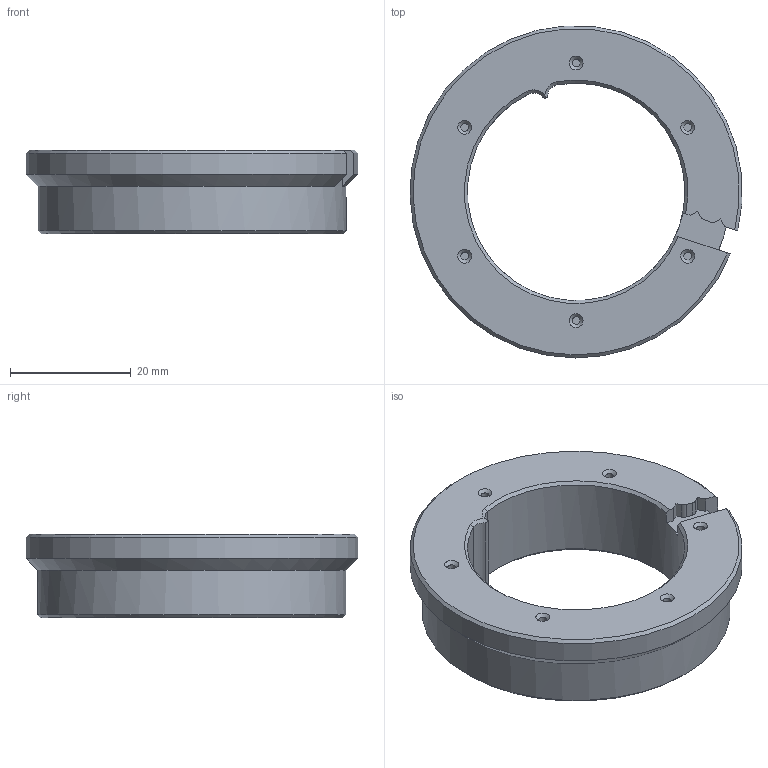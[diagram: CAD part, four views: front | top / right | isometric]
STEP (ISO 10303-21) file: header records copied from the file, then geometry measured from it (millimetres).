
FILE_DESCRIPTION(/* description */ (''),/* implementation_level */ '2;1');
FILE_NAME(/* name */ 'dumbBody_DKL_PENF',/* time_stamp */ '2023-12-11T09:42:24-05:00',/* author */ ('George Moua'),/* organization */ ('Archive 663'),/* preprocessor_version */ 'ST-DEVELOPER v16.7',/* originating_system */ 'Solid Edge',/* authorisation */ 'Unknown');
FILE_SCHEMA (('AUTOMOTIVE_DESIGN {1 0 10303 214 3 1 1}'));
Length unit declared in the file: millimetre
Products named in the file (1): dumbBody_DKL_PENF
Bounding box: 54.93 x 54.94 x 13.9 mm (x, y, z)
Volume: 15696.7 mm3; surface area: 6452.1 mm2
Topology: 1 solids, 1 shells, 53 faces, 123 edges, 80 vertices
Faces by surface type: plane 20, cylinder 17, cone 16
Full cylindrical faces by diameter (mm): 1.3 x9, 51 x1
Entity records: 1430 total; most frequent: CARTESIAN_POINT 268, DIRECTION 246, ORIENTED_EDGE 200, AXIS2_PLACEMENT_3D 104, EDGE_CURVE 100, EDGE_LOOP 80, FACE_BOUND 80, VERTEX_POINT 74
